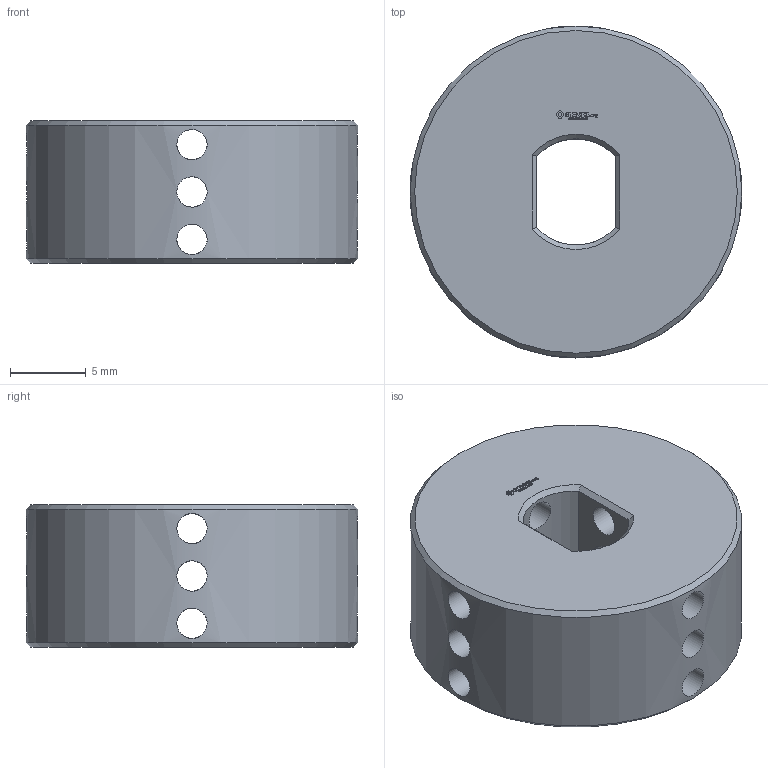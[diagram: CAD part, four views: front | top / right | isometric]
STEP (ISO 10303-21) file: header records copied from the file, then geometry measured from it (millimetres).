
FILE_DESCRIPTION(('FreeCAD Model'),'2;1');
FILE_NAME('Open CASCADE Shape Model','2024-03-12T23:29:30',(''),(''), 'Open CASCADE STEP processor 7.6','FreeCAD','Unknown');
FILE_SCHEMA(('AUTOMOTIVE_DESIGN { 1 0 10303 214 1 1 1 1 }'));
Length unit declared in the file: millimetre
Products named in the file (1): Shaft Collar IDX BU01.75x00.75 - SPN-SCL-0015 (stemfie.org)
Bounding box: 21.88 x 21.88 x 9.38 mm (x, y, z)
Volume: 2911.2 mm3; surface area: 2017.8 mm2
Topology: 1 solids, 1 shells, 504 faces, 1415 edges, 940 vertices
Faces by surface type: plane 305, extrusion 178, cylinder 15, cone 6
Full cylindrical faces by diameter (mm): 2 x12, 21.875 x1
Entity records: 17021 total; most frequent: CARTESIAN_POINT 4662, ORIENTED_EDGE 2830, DIRECTION 1893, EDGE_CURVE 1415, VECTOR 1187, LINE 1009, VERTEX_POINT 940, B_SPLINE_CURVE_WITH_KNOTS 558
